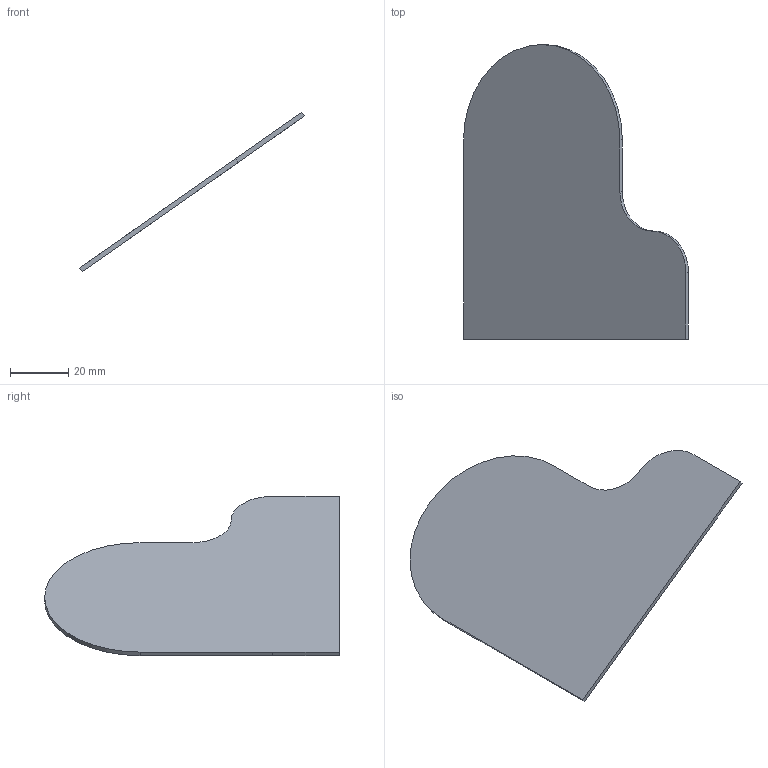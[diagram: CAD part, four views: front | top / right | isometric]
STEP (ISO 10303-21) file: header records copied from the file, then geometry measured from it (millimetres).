
FILE_DESCRIPTION(('FreeCAD Model'),'2;1');
FILE_NAME('Open CASCADE Shape Model','2022-04-07T12:59:24',('Author'),( ''),'Open CASCADE STEP processor 7.5','FreeCAD','Unknown');
FILE_SCHEMA(('AUTOMOTIVE_DESIGN { 1 0 10303 214 1 1 1 1 }'));
Length unit declared in the file: millimetre
Products named in the file (1): Abdeckung
Bounding box: 77.45 x 101.5 x 54.86 mm (x, y, z)
Volume: 10854 mm3; surface area: 14996.7 mm2
Topology: 1 solids, 1 shells, 16 faces, 35 edges, 21 vertices
Faces by surface type: plane 13, cylinder 3
Entity records: 451 total; most frequent: DIRECTION 75, CARTESIAN_POINT 73, ORIENTED_EDGE 70, EDGE_CURVE 35, LINE 29, VECTOR 29, AXIS2_PLACEMENT_3D 23, VERTEX_POINT 21
